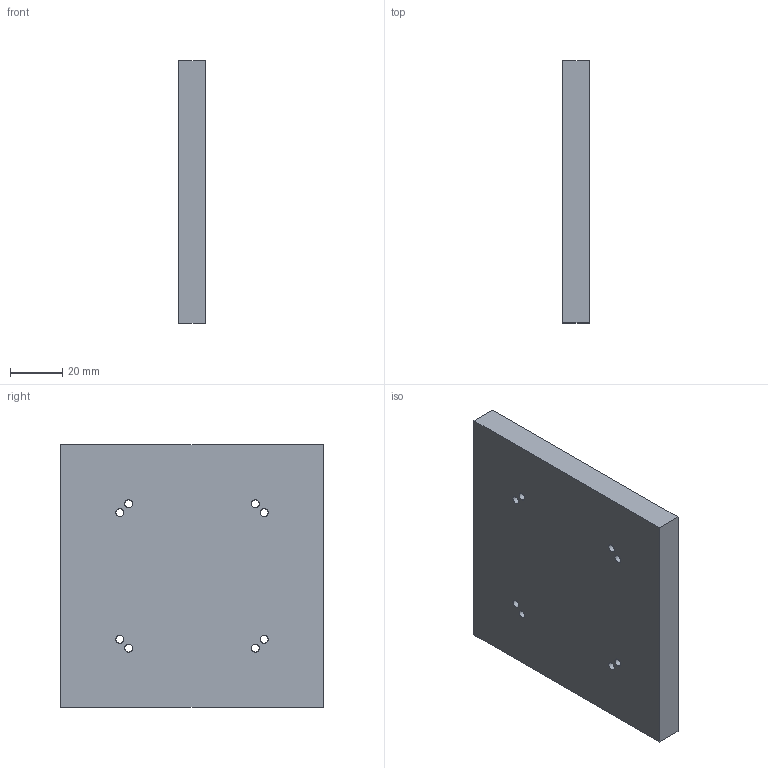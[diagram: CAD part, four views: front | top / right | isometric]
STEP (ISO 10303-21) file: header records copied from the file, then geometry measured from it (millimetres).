
FILE_DESCRIPTION(/* description */ (''),/* implementation_level */ '2;1');
FILE_NAME(/* name */ 'Bamboo 10x100x10 cm Struttura Centrale',/* time_stamp */ '2023-10-30T03:52:39+01:00',/* author */ (''),/* organization */ (''),/* preprocessor_version */ 'ST-DEVELOPER v18.1',/* originating_system */ '',/* authorisation */ '');
FILE_SCHEMA (('AUTOMOTIVE_DESIGN { 1 0 10303 214 3 1 1 }'));
Length unit declared in the file: millimetre
Bounding box: 10 x 100 x 100 mm (x, y, z)
Surface area: 24640.5 mm2 (no closed solid volume)
Topology: 0 solids, 14 shells, 14 faces, 64 edges, 56 vertices
Faces by surface type: bspline 14
Entity records: 1326 total; most frequent: CARTESIAN_POINT 905, ORIENTED_EDGE 72, B_SPLINE_CURVE_WITH_KNOTS 64, EDGE_CURVE 64, VERTEX_POINT 56, EDGE_LOOP 30, FACE_BOUND 16, STYLED_ITEM 14
